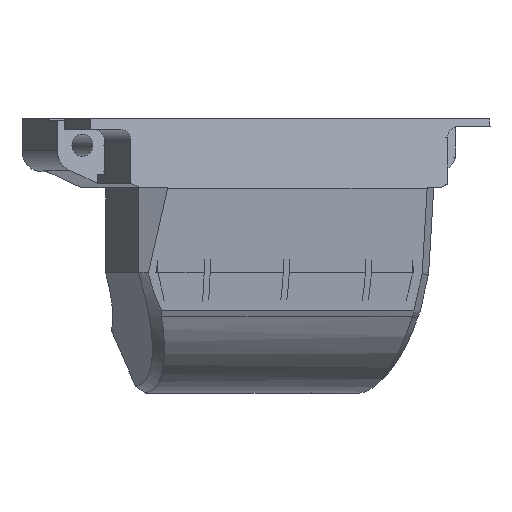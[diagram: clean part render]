
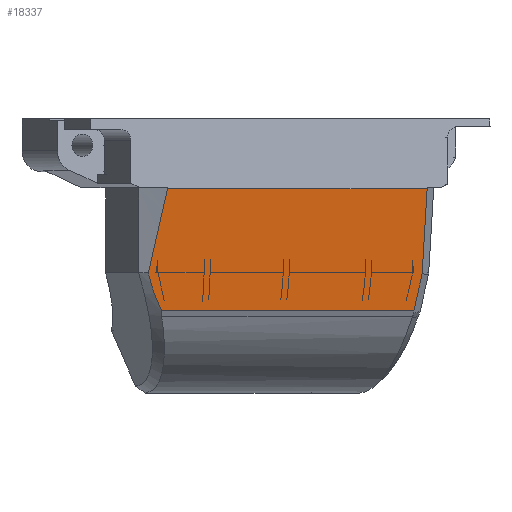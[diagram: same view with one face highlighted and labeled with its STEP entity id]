
A CAD part, left-side view. The second image highlights one B-rep face of the part: STEP entity #18337.
In plain terms, the highlighted planar face has unit normal (-0.926, -0.337, -0.169).
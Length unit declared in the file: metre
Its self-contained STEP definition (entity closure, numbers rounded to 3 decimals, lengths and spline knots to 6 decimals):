
#166=B_SPLINE_CURVE_WITH_KNOTS('',3,(#28169,#28170,#28171,#28172),
 .UNSPECIFIED.,.F.,.F.,(4,4),(0.,0.003916),.UNSPECIFIED.);
#360=ELLIPSE('',#19494,2.224807,0.376582);
#3394=ORIENTED_EDGE('',*,*,#7578,.F.);
#3395=ORIENTED_EDGE('',*,*,#7571,.F.);
#3396=ORIENTED_EDGE('',*,*,#7241,.F.);
#3397=ORIENTED_EDGE('',*,*,#7577,.F.);
#3398=ORIENTED_EDGE('',*,*,#7579,.F.);
#3399=ORIENTED_EDGE('',*,*,#7580,.F.);
#7241=EDGE_CURVE('',#9640,#9641,#11536,.T.);
#7571=EDGE_CURVE('',#9641,#9823,#11794,.T.);
#7577=EDGE_CURVE('',#9826,#9640,#360,.F.);
#7578=EDGE_CURVE('',#9823,#9827,#11799,.T.);
#7579=EDGE_CURVE('',#9828,#9826,#166,.T.);
#7580=EDGE_CURVE('',#9827,#9828,#11800,.T.);
#9640=VERTEX_POINT('',#27300);
#9641=VERTEX_POINT('',#27302);
#9823=VERTEX_POINT('',#28151);
#9826=VERTEX_POINT('',#28164);
#9827=VERTEX_POINT('',#28168);
#9828=VERTEX_POINT('',#28173);
#11536=LINE('',#27301,#13742);
#11794=LINE('',#28150,#14000);
#11799=LINE('',#28167,#14005);
#11800=LINE('',#28174,#14006);
#13742=VECTOR('',#21849,1.);
#14000=VECTOR('',#22459,1.);
#14005=VECTOR('',#22472,1.);
#14006=VECTOR('',#22473,1.);
#15591=EDGE_LOOP('',(#3394,#3395,#3396,#3397,#3398,#3399));
#16577=FACE_BOUND('',#15591,.T.);
#17472=PLANE('',#19495);
#18337=ADVANCED_FACE('',(#16577),#17472,.F.);
#19494=AXIS2_PLACEMENT_3D('',#28165,#22468,#22469);
#19495=AXIS2_PLACEMENT_3D('',#28166,#22470,#22471);
#21849=DIRECTION('',(0.342,-0.94,0.));
#22459=DIRECTION('',(0.159,0.058,-0.986));
#22468=DIRECTION('',(0.926,0.337,0.169));
#22469=DIRECTION('',(0.159,0.058,-0.986));
#22470=DIRECTION('',(0.926,0.337,0.169));
#22471=DIRECTION('',(0.342,-0.94,0.));
#22472=DIRECTION('',(0.098,0.218,-0.971));
#22473=DIRECTION('',(-0.342,0.94,0.));
#27300=CARTESIAN_POINT('',(-0.036406,0.097444,-0.009692));
#27301=CARTESIAN_POINT('',(-0.032202,0.085891,-0.009692));
#27302=CARTESIAN_POINT('',(-0.027514,0.073012,-0.009692));
#28150=CARTESIAN_POINT('',(-0.027514,0.073012,-0.009692));
#28151=CARTESIAN_POINT('',(-0.02622,0.073483,-0.017709));
#28164=CARTESIAN_POINT('',(-0.035614,0.09925,-0.017625));
#28165=CARTESIAN_POINT('',(-0.380892,0.249573,1.572201));
#28166=CARTESIAN_POINT('',(-0.032202,0.085891,-0.009692));
#28167=CARTESIAN_POINT('',(-0.026776,0.072248,-0.012206));
#28168=CARTESIAN_POINT('',(-0.02587,0.074261,-0.021172));
#28169=CARTESIAN_POINT('',(-0.034515,0.098011,-0.021172));
#28170=CARTESIAN_POINT('',(-0.03492,0.098561,-0.020052));
#28171=CARTESIAN_POINT('',(-0.035293,0.098994,-0.018873));
#28172=CARTESIAN_POINT('',(-0.035614,0.09925,-0.017625));
#28173=CARTESIAN_POINT('',(-0.034515,0.098011,-0.021172));
#28174=CARTESIAN_POINT('',(-0.03548,0.100663,-0.021172));
